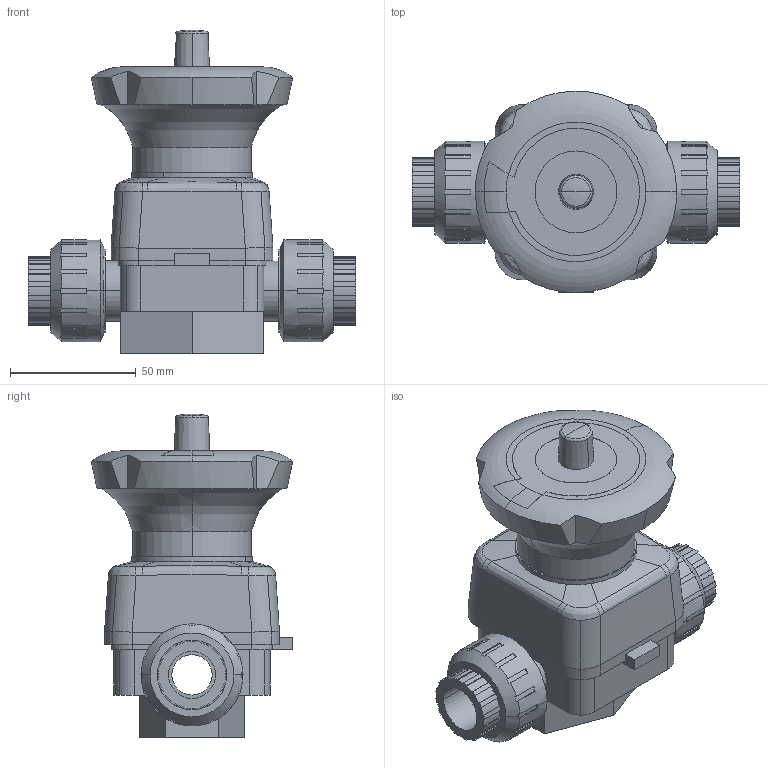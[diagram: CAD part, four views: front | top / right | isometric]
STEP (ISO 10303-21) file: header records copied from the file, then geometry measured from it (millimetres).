
FILE_DESCRIPTION(('STEP AP214'),'1');
FILE_NAME('dkufv012e.stp','2017-04-07T15:21:42',('TraceParts'),('TraceParts S.A.'),'Spatial InterOp 3D',' ',' ');
FILE_SCHEMA(('automotive_design'));
Length unit declared in the file: millimetre
Products named in the file (8): DKUFV012E|UNBDDK020V:1#UNBDDK020V;Solido1; dkufv012e_2; dkufv012e_3; dkufv012e_4; dkufv012e_5; dkufv012e_6; dkufv012e_7; dkufv012e_8
Bounding box: 130 x 80 x 128.55 mm (x, y, z)
Volume: 383781.1 mm3; surface area: 79197.7 mm2
Topology: 8 solids, 8 shells, 483 faces, 1324 edges, 865 vertices
Faces by surface type: plane 278, cylinder 155, bspline 26, cone 16, torus 8
Entity records: 20760 total; most frequent: CARTESIAN_POINT 4348, ORIENTED_EDGE 2644, DIRECTION 2643, EDGE_CURVE 1322, AXIS2_PLACEMENT_3D 980, VERTEX_POINT 865, LINE 683, VECTOR 683
